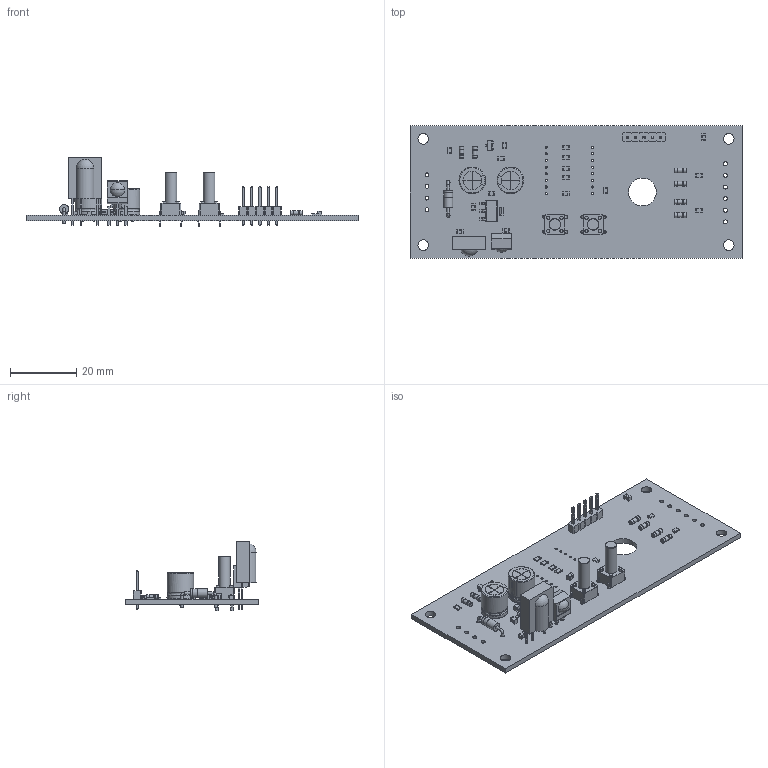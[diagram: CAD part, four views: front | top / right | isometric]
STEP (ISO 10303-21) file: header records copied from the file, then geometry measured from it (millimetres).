
FILE_DESCRIPTION(('KiCad electronic assembly'),'2;1');
FILE_NAME('wled-controller.step','2021-10-27T19:26:40',('An Author'),( 'A Company'),'Open CASCADE STEP processor 7.5', 'KiCad to STEP converter','Unknown');
FILE_SCHEMA(('AUTOMOTIVE_DESIGN { 1 0 10303 214 1 1 1 1 }'));
Length unit declared in the file: millimetre
Products named in the file (24): Open CASCADE STEP translator 7.5 1; SW_PUSH_6mm_H13mm; SOLID; CP_Radial_D8.0mm_P3.50mm; C_0805_2012Metric; D_DO-41_SOD81_P10.16mm_Horizontal; D_MiniMELF; R_0805_2012Metric; Vishay_MOLD-3Pin; Vishay_CAST-3Pin; SOT-223; SOT-23; PinHeader_1x05_P2.54mm_Vertical; COMPOUND
Assembly tree (44 placements, depth 3):
  Open CASCADE STEP translator 7.5 1
    SW_PUSH_6mm_H13mm  x2
      SOLID
    CP_Radial_D8.0mm_P3.50mm  x2
      SOLID
    C_0805_2012Metric  x6
      SOLID
    D_DO-41_SOD81_P10.16mm_Horizontal
      SOLID
    D_MiniMELF  x6
      SOLID
    R_0805_2012Metric  x10
      SOLID
    Vishay_MOLD-3Pin
      SOLID
    Vishay_CAST-3Pin
      SOLID
    SOT-223
      SOLID
    SOT-23
      SOLID
    PinHeader_1x05_P2.54mm_Vertical
      SOLID
    COMPOUND
Bounding box: 100 x 40 x 21 mm (x, y, z)
Volume: 8447.7 mm3; surface area: 11346.8 mm2
Topology: 33 solids, 35 shells, 1303 faces, 3260 edges, 2097 vertices
Faces by surface type: plane 819, cylinder 390, bspline 59, revolution 24, torus 8, sphere 3
Full cylindrical faces by diameter (mm): 0.5 x4, 0.65 x16, 0.7 x3, 0.8 x8, 0.9 x3, 1 x13, 1.1 x10, 1.2 x10, 1.35 x12, 1.4 x18, 2.7 x2, 2.72 x1, 3.2 x4, 3.5 x2, 8.4 x1
Entity records: 51796 total; most frequent: CARTESIAN_POINT 10813, DIRECTION 6695, LINE 4404, VECTOR 4404, ORIENTED_EDGE 3572, PCURVE 3572, DEFINITIONAL_REPRESENTATION 3572, EDGE_CURVE 1786
